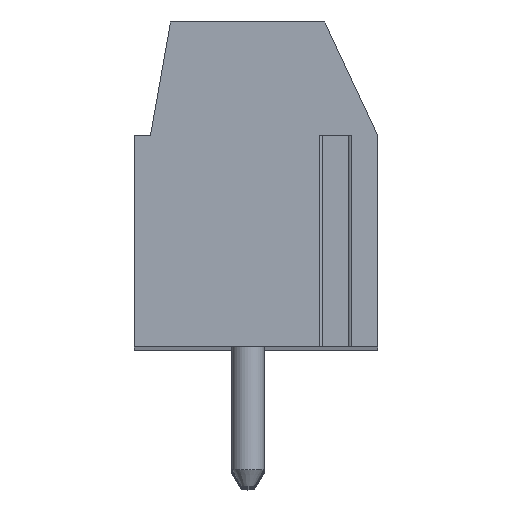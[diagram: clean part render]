
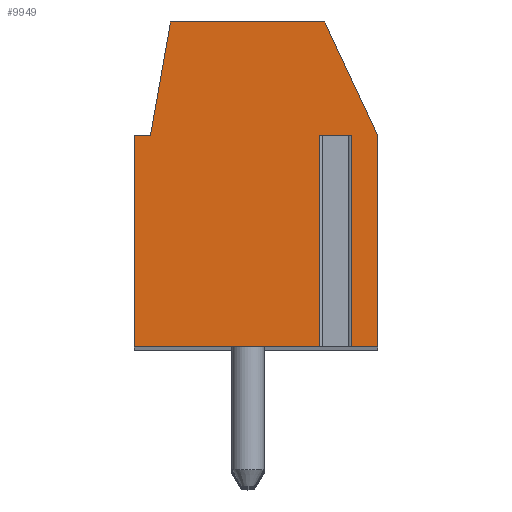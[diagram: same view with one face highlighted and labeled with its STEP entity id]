
A CAD part, top view. The second image highlights one B-rep face of the part: STEP entity #9949.
In plain terms, the highlighted planar face has unit normal (0, 0, 1).
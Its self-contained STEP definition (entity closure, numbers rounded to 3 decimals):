
#291=DIRECTION('',(-1.,0.,0.));
#292=VECTOR('',#291,0.996);
#293=CARTESIAN_POINT('',(2.948,1.5,62.5));
#294=LINE('',#293,#292);
#295=DIRECTION('',(0.,-1.,0.));
#296=VECTOR('',#295,6.5);
#297=CARTESIAN_POINT('',(1.952,1.5,62.5));
#298=LINE('',#297,#296);
#299=DIRECTION('',(1.,0.,0.));
#300=VECTOR('',#299,5.702);
#301=CARTESIAN_POINT('',(-3.75,-5.,62.5));
#302=LINE('',#301,#300);
#303=DIRECTION('',(0.,-1.,0.));
#304=VECTOR('',#303,6.5);
#305=CARTESIAN_POINT('',(-3.75,1.5,62.5));
#306=LINE('',#305,#304);
#307=DIRECTION('',(-1.,0.,0.));
#308=VECTOR('',#307,0.5);
#309=CARTESIAN_POINT('',(-3.25,1.5,62.5));
#310=LINE('',#309,#308);
#311=DIRECTION('',(-0.174,-0.985,0.));
#312=VECTOR('',#311,3.554);
#313=CARTESIAN_POINT('',(-2.633,5.,62.5));
#314=LINE('',#313,#312);
#315=DIRECTION('',(-1.,0.,0.));
#316=VECTOR('',#315,4.751);
#317=CARTESIAN_POINT('',(2.118,5.,62.5));
#318=LINE('',#317,#316);
#319=DIRECTION('',(-0.423,0.906,0.));
#320=VECTOR('',#319,3.862);
#321=CARTESIAN_POINT('',(3.75,1.5,62.5));
#322=LINE('',#321,#320);
#323=DIRECTION('',(0.,1.,0.));
#324=VECTOR('',#323,6.5);
#325=CARTESIAN_POINT('',(3.75,-5.,62.5));
#326=LINE('',#325,#324);
#327=DIRECTION('',(1.,0.,0.));
#328=VECTOR('',#327,0.802);
#329=CARTESIAN_POINT('',(2.948,-5.,62.5));
#330=LINE('',#329,#328);
#331=DIRECTION('',(0.,-1.,0.));
#332=VECTOR('',#331,6.5);
#333=CARTESIAN_POINT('',(2.948,1.5,62.5));
#334=LINE('',#333,#332);
#7651=CARTESIAN_POINT('',(3.75,-5.,62.5));
#7652=CARTESIAN_POINT('',(3.75,1.5,62.5));
#7653=VERTEX_POINT('',#7651);
#7654=VERTEX_POINT('',#7652);
#7655=CARTESIAN_POINT('',(2.118,5.,62.5));
#7656=VERTEX_POINT('',#7655);
#7657=CARTESIAN_POINT('',(-2.633,5.,62.5));
#7658=VERTEX_POINT('',#7657);
#7659=CARTESIAN_POINT('',(-3.25,1.5,62.5));
#7660=VERTEX_POINT('',#7659);
#7661=CARTESIAN_POINT('',(-3.75,1.5,62.5));
#7662=VERTEX_POINT('',#7661);
#7663=CARTESIAN_POINT('',(-3.75,-5.,62.5));
#7664=VERTEX_POINT('',#7663);
#7709=CARTESIAN_POINT('',(2.948,1.5,62.5));
#7710=CARTESIAN_POINT('',(1.952,1.5,62.5));
#7711=VERTEX_POINT('',#7709);
#7712=VERTEX_POINT('',#7710);
#7713=CARTESIAN_POINT('',(2.948,-5.,62.5));
#7714=VERTEX_POINT('',#7713);
#7715=CARTESIAN_POINT('',(1.952,-5.,62.5));
#7716=VERTEX_POINT('',#7715);
#9923=CARTESIAN_POINT('',(0.,0.,62.5));
#9924=DIRECTION('',(0.,0.,1.));
#9925=DIRECTION('',(1.,0.,0.));
#9926=AXIS2_PLACEMENT_3D('',#9923,#9924,#9925);
#9927=PLANE('',#9926);
#9929=ORIENTED_EDGE('',*,*,#9928,.T.);
#9931=ORIENTED_EDGE('',*,*,#9930,.T.);
#9932=ORIENTED_EDGE('',*,*,#9813,.F.);
#9934=ORIENTED_EDGE('',*,*,#9933,.F.);
#9936=ORIENTED_EDGE('',*,*,#9935,.F.);
#9938=ORIENTED_EDGE('',*,*,#9937,.F.);
#9940=ORIENTED_EDGE('',*,*,#9939,.F.);
#9942=ORIENTED_EDGE('',*,*,#9941,.F.);
#9944=ORIENTED_EDGE('',*,*,#9943,.F.);
#9945=ORIENTED_EDGE('',*,*,#9792,.F.);
#9946=ORIENTED_EDGE('',*,*,#9913,.F.);
#9947=EDGE_LOOP('',(#9929,#9931,#9932,#9934,#9936,#9938,#9940,#9942,#9944,#9945,
#9946));
#9948=FACE_OUTER_BOUND('',#9947,.F.);
#9792=EDGE_CURVE('',#7714,#7653,#330,.T.);
#9813=EDGE_CURVE('',#7664,#7716,#302,.T.);
#9913=EDGE_CURVE('',#7711,#7714,#334,.T.);
#9928=EDGE_CURVE('',#7711,#7712,#294,.T.);
#9930=EDGE_CURVE('',#7712,#7716,#298,.T.);
#9933=EDGE_CURVE('',#7662,#7664,#306,.T.);
#9935=EDGE_CURVE('',#7660,#7662,#310,.T.);
#9937=EDGE_CURVE('',#7658,#7660,#314,.T.);
#9939=EDGE_CURVE('',#7656,#7658,#318,.T.);
#9941=EDGE_CURVE('',#7654,#7656,#322,.T.);
#9943=EDGE_CURVE('',#7653,#7654,#326,.T.);
#9949=ADVANCED_FACE('',(#9948),#9927,.T.);
